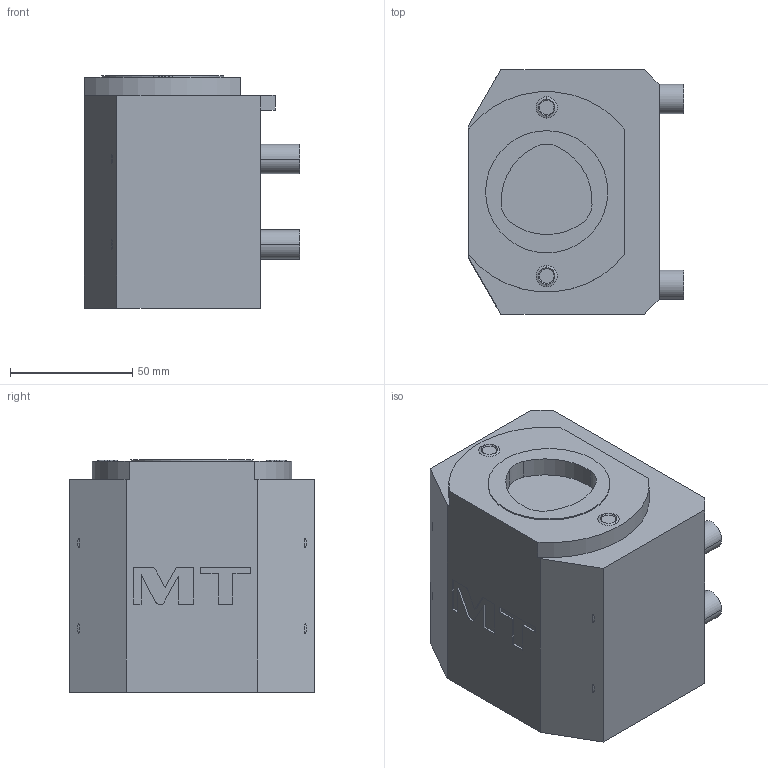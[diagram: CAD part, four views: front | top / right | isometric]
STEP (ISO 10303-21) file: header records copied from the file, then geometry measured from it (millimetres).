
FILE_DESCRIPTION((''),'2;1');
FILE_NAME('MSL0035010_CONF','2023-03-01T08:43:26',('sterribile'),('M.T. srl'),'CREO PARAMETRIC BY PTC INC, 2021072','CREO PARAMETRIC BY PTC INC, 2021072','');
FILE_SCHEMA(('CONFIG_CONTROL_DESIGN'));
Length unit declared in the file: millimetre
Products named in the file (1): MSL0035010_CONF
Bounding box: 88 x 100 x 95 mm (x, y, z)
Volume: 622572.3 mm3; surface area: 49831.7 mm2
Topology: 1 solids, 1 shells, 81 faces, 201 edges, 136 vertices
Faces by surface type: plane 48, cylinder 19, sphere 4, cone 4, torus 4, extrusion 2
Entity records: 2819 total; most frequent: CARTESIAN_POINT 802, DIRECTION 407, ORIENTED_EDGE 402, EDGE_CURVE 201, AXIS2_PLACEMENT_3D 137, VERTEX_POINT 136, VECTOR 133, LINE 131
